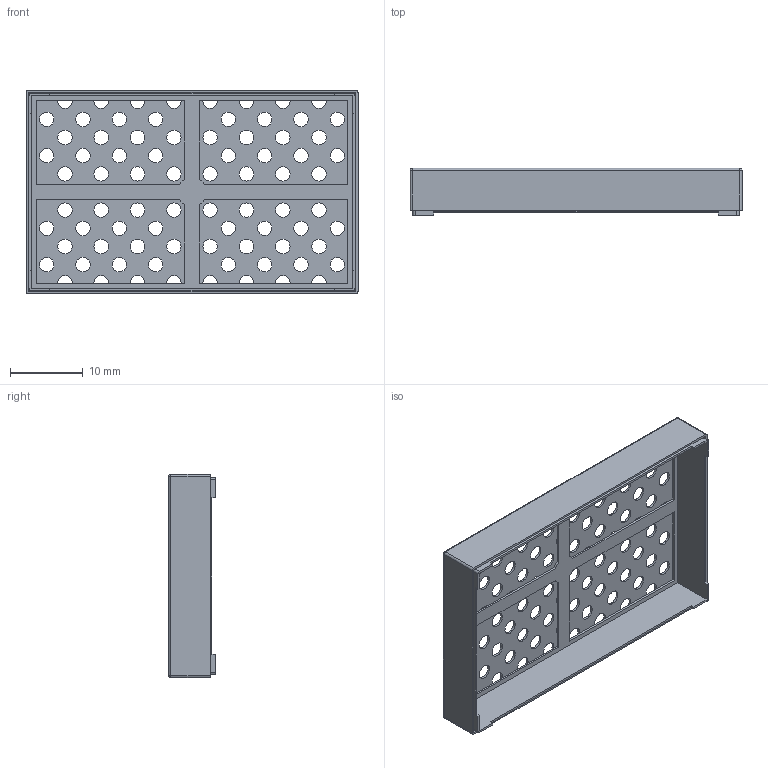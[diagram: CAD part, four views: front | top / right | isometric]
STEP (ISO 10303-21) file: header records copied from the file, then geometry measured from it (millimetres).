
FILE_DESCRIPTION(/* description */ (''),/* implementation_level */ '2;1');
FILE_NAME(/* name */ 'SMS-460-FC.step',/* time_stamp */ '2020-08-05T13:18:58+02:00',/* author */ (''),/* organization */ (''),/* preprocessor_version */ 'ST-DEVELOPER v18.1',/* originating_system */ 'Autodesk Translation Framework v9.3.0.1241',/* authorisation */ '');
FILE_SCHEMA (('AUTOMOTIVE_DESIGN { 1 0 10303 214 3 1 1 }'));
Length unit declared in the file: millimetre
Products named in the file (1): SMS-460-F
Bounding box: 45.7 x 6.49 x 28 mm (x, y, z)
Volume: 839.4 mm3; surface area: 5924.9 mm2
Topology: 2 solids, 2 shells, 187 faces, 510 edges, 328 vertices
Faces by surface type: cylinder 122, plane 53, sphere 12
Full cylindrical faces by diameter (mm): 2 x93
Entity records: 6407 total; most frequent: DIRECTION 1130, CARTESIAN_POINT 1026, ORIENTED_EDGE 1020, EDGE_CURVE 510, AXIS2_PLACEMENT_3D 432, EDGE_LOOP 382, VERTEX_POINT 328, LINE 266
